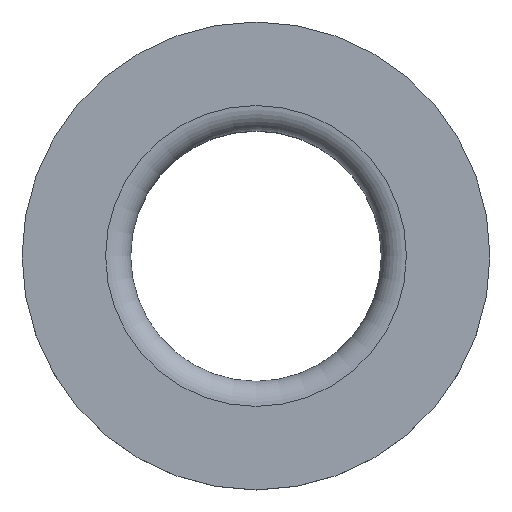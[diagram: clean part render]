
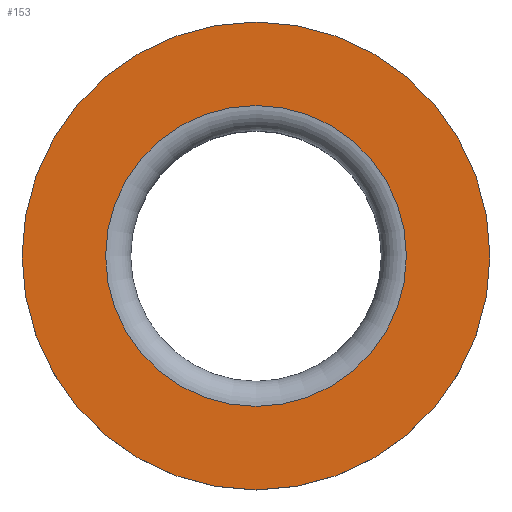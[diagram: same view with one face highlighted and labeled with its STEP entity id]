
A CAD part, top view. The second image highlights one B-rep face of the part: STEP entity #153.
In plain terms, the highlighted planar face has unit normal (0, 0, 1).
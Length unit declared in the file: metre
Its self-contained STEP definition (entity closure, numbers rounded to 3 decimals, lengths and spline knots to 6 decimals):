
#153=ADVANCED_FACE('',(#164,#165),#166,.T.);
#164=FACE_BOUND('',#192,.T.);
#165=FACE_OUTER_BOUND('',#193,.T.);
#166=PLANE('',#194);
#192=EDGE_LOOP('',(#219));
#193=EDGE_LOOP('',(#220));
#194=AXIS2_PLACEMENT_3D('',#221,#222,#223);
#219=ORIENTED_EDGE('',*,*,#264,.T.);
#220=ORIENTED_EDGE('',*,*,#265,.F.);
#221=CARTESIAN_POINT('',(0.014,0.0,0.02));
#222=DIRECTION('',(0.0,0.,1.0));
#223=DIRECTION('',(0.0,-1.0,0.));
#264=EDGE_CURVE('',#273,#273,#274,.F.);
#265=EDGE_CURVE('',#275,#275,#276,.T.);
#273=VERTEX_POINT('',#291);
#274=CIRCLE('',#292,0.009);
#275=VERTEX_POINT('',#293);
#276=CIRCLE('',#294,0.014);
#291=CARTESIAN_POINT('',(0.0,-0.009,0.02));
#292=AXIS2_PLACEMENT_3D('',#309,#310,#311);
#293=CARTESIAN_POINT('',(0.014,0.0,0.02));
#294=AXIS2_PLACEMENT_3D('',#312,#313,#314);
#309=CARTESIAN_POINT('',(0.0,0.,0.02));
#310=DIRECTION('',(0.0,0.,1.0));
#311=DIRECTION('',(0.0,-1.0,0.));
#312=CARTESIAN_POINT('',(0.0,0.0,0.02));
#313=DIRECTION('',(0.0,0.,-1.0));
#314=DIRECTION('',(0.0,1.0,0.));
